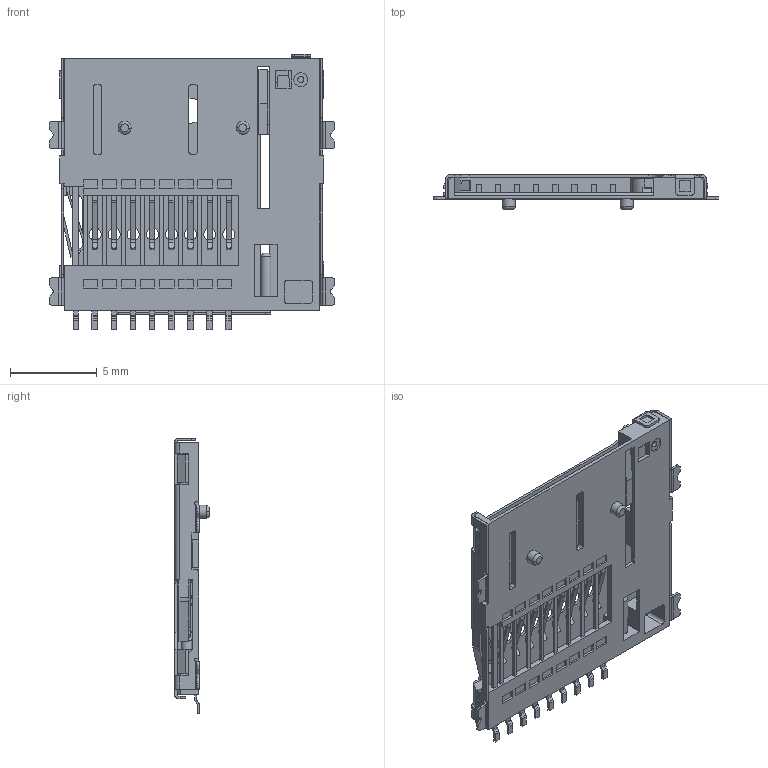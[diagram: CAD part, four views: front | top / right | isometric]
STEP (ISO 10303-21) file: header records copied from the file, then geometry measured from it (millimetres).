
FILE_DESCRIPTION(/* description */ ('STEP AP214'),/* implementation_level */ '2;1');
FILE_NAME(/* name */ 'MEM2075-00-140-01-A',/* time_stamp */ '2023-05-04T17:16:12+02:00',/* author */ ('License CC BY-ND 4.0'),/* organization */ ('CADENAS'),/* preprocessor_version */ 'ST-DEVELOPER v19.3',/* originating_system */ 'PARTsolutions',/* authorisation */ ' ');
FILE_SCHEMA (('AUTOMOTIVE_DESIGN {1 0 10303 214 3 1 1}'));
Length unit declared in the file: millimetre
Products named in the file (4): MEM2075-00-140-01-A; MEM2075-00-140-01-A_PART3; MEM2075-00-140-01-A_PART2; MEM2075-00-140-01-A_PART1
Assembly tree (3 placements, depth 2):
  MEM2075-00-140-01-A
    MEM2075-00-140-01-A_PART3
    MEM2075-00-140-01-A_PART2
    MEM2075-00-140-01-A_PART1
Bounding box: 16.44 x 2 x 15.85 mm (x, y, z)
Volume: 123.4 mm3; surface area: 1057.5 mm2
Topology: 3 solids, 3 shells, 878 faces, 2483 edges, 1649 vertices
Faces by surface type: plane 652, cylinder 214, bspline 12
Full cylindrical faces by diameter (mm): 0.35 x1, 0.6 x1, 0.7 x8, 0.75 x2, 0.8 x1
Entity records: 32921 total; most frequent: CARTESIAN_POINT 5566, ORIENTED_EDGE 4932, DIRECTION 4608, EDGE_CURVE 2466, LINE 1994, VECTOR 1994, VERTEX_POINT 1645, AXIS2_PLACEMENT_3D 1307
